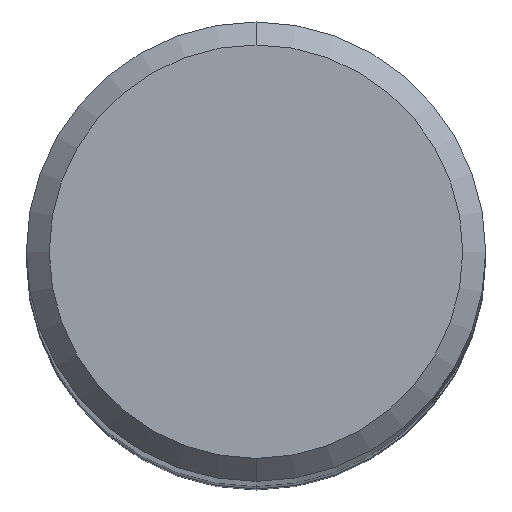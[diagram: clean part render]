
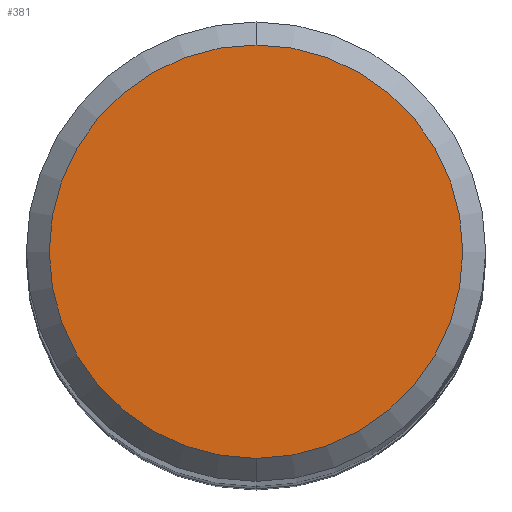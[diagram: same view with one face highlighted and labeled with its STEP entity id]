
A CAD part, top view. The second image highlights one B-rep face of the part: STEP entity #381.
In plain terms, the highlighted planar face has unit normal (0, 0, 1).
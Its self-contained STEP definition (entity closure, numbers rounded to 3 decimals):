
#229=VERTEX_POINT('',#616);
#341=EDGE_CURVE('',#229,#475,#739,.T.);
#381=ADVANCED_FACE('',(#784),#785,.T.);
#447=EDGE_CURVE('',#475,#229,#860,.T.);
#475=VERTEX_POINT('',#890);
#616=CARTESIAN_POINT('',(0.,-3.6,0.0));
#739=CIRCLE('',#1267,3.6);
#784=FACE_OUTER_BOUND('',#1351,.T.);
#785=PLANE('',#1352);
#860=CIRCLE('',#1445,3.6);
#890=CARTESIAN_POINT('',(0.0,3.6,0.0));
#1267=AXIS2_PLACEMENT_3D('',#1907,#1908,#1909);
#1351=EDGE_LOOP('',(#1963,#1964));
#1352=AXIS2_PLACEMENT_3D('',#1965,#1966,#1967);
#1445=AXIS2_PLACEMENT_3D('',#2078,#2079,#2080);
#1907=CARTESIAN_POINT('',(0.0,0.0,0.0));
#1908=DIRECTION('',(0.0,0.0,-1.0));
#1909=DIRECTION('',(0.0,1.0,0.0));
#1963=ORIENTED_EDGE('',*,*,#447,.F.);
#1964=ORIENTED_EDGE('',*,*,#341,.F.);
#1965=CARTESIAN_POINT('',(0.0,1.8,0.0));
#1966=DIRECTION('',(-0.0,0.0,1.0));
#1967=DIRECTION('',(0.0,-1.0,0.0));
#2078=CARTESIAN_POINT('',(0.0,0.0,0.0));
#2079=DIRECTION('',(0.0,0.0,-1.0));
#2080=DIRECTION('',(0.0,1.0,0.0));
